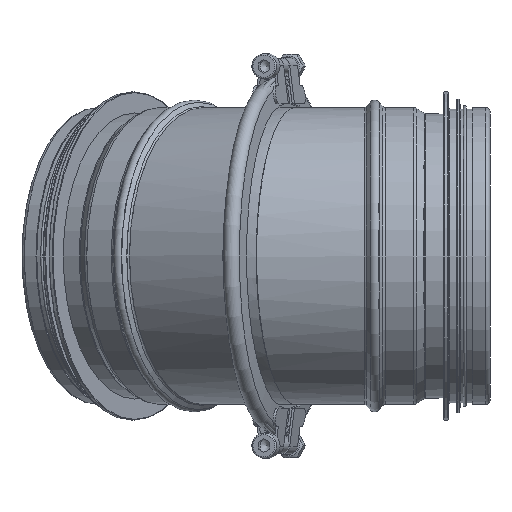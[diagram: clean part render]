
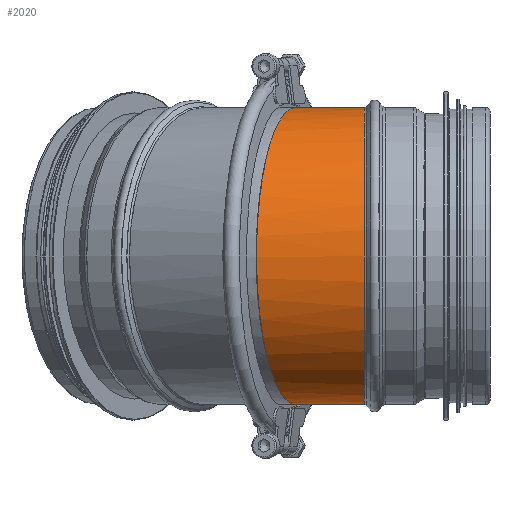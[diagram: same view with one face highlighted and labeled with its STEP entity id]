
A CAD part, left-side view. The second image highlights one B-rep face of the part: STEP entity #2020.
In plain terms, the highlighted cylindrical face has radius 49.525 mm (diameter 99.05 mm), a full revolution.
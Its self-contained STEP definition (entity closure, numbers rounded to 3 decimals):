
#621=CARTESIAN_POINT('',(49.525,51.46,0.0));
#622=VERTEX_POINT('',#621);
#630=CARTESIAN_POINT('',(49.525,51.46,-0.001));
#631=VERTEX_POINT('',#630);
#638=CARTESIAN_POINT('',(0.,64.73,-49.525));
#639=VERTEX_POINT('',#638);
#640=CARTESIAN_POINT('',(0.,64.73,0.0));
#641=DIRECTION('',(-0.259,-0.966,0.0));
#642=DIRECTION('',(0.966,-0.259,0.0));
#643=AXIS2_PLACEMENT_3D('',#640,#641,#642);
#644=ELLIPSE('',#643,51.272,49.525);
#645=EDGE_CURVE('',#639,#631,#644,.T.);
#647=CARTESIAN_POINT('',(0.,64.73,49.525));
#648=VERTEX_POINT('',#647);
#649=CARTESIAN_POINT('',(0.,64.73,0.0));
#650=DIRECTION('',(-0.259,-0.966,0.0));
#651=DIRECTION('',(0.966,-0.259,0.0));
#652=AXIS2_PLACEMENT_3D('',#649,#650,#651);
#653=ELLIPSE('',#652,51.272,49.525);
#654=EDGE_CURVE('',#648,#639,#653,.T.);
#656=CARTESIAN_POINT('',(0.,64.73,0.0));
#657=DIRECTION('',(-0.259,-0.966,0.0));
#658=DIRECTION('',(0.966,-0.259,0.0));
#659=AXIS2_PLACEMENT_3D('',#656,#657,#658);
#660=ELLIPSE('',#659,51.272,49.525);
#661=EDGE_CURVE('',#622,#648,#660,.T.);
#809=CARTESIAN_POINT('',(49.525,42.0,0.0));
#810=VERTEX_POINT('',#809);
#811=CARTESIAN_POINT('',(49.525,42.0,0.0));
#812=DIRECTION('',(0.0,1.0,0.0));
#813=VECTOR('',#812,9.46);
#814=LINE('',#811,#813);
#815=EDGE_CURVE('',#810,#622,#814,.T.);
#865=CARTESIAN_POINT('',(49.525,42.0,-0.001));
#866=VERTEX_POINT('',#865);
#1708=CARTESIAN_POINT('',(49.525,51.46,-0.001));
#1709=DIRECTION('',(0.0,-1.0,0.0));
#1710=VECTOR('',#1709,9.46);
#1711=LINE('',#1708,#1710);
#1712=EDGE_CURVE('',#631,#866,#1711,.T.);
#2001=CARTESIAN_POINT('',(0.0,36.037,0.0));
#2002=DIRECTION('',(0.,-1.0,0.0));
#2003=DIRECTION('',(1.0,0.0,0.0));
#2004=AXIS2_PLACEMENT_3D('',#2001,#2002,#2003);
#2005=CYLINDRICAL_SURFACE('',#2004,49.525);
#2006=ORIENTED_EDGE('',*,*,#661,.T.);
#2007=ORIENTED_EDGE('',*,*,#654,.T.);
#2008=ORIENTED_EDGE('',*,*,#645,.T.);
#2009=ORIENTED_EDGE('',*,*,#1712,.T.);
#2010=CARTESIAN_POINT('',(0.,42.,0.0));
#2011=DIRECTION('',(0.0,-1.0,0.0));
#2012=DIRECTION('',(1.0,0.0,0.0));
#2013=AXIS2_PLACEMENT_3D('',#2010,#2011,#2012);
#2014=CIRCLE('',#2013,49.525);
#2015=EDGE_CURVE('',#810,#866,#2014,.T.);
#2016=ORIENTED_EDGE('',*,*,#2015,.F.);
#2017=ORIENTED_EDGE('',*,*,#815,.T.);
#2018=EDGE_LOOP('',(#2006,#2007,#2008,#2009,#2016,#2017));
#2019=FACE_OUTER_BOUND('',#2018,.T.);
#2020=ADVANCED_FACE('',(#2019),#2005,.T.);
